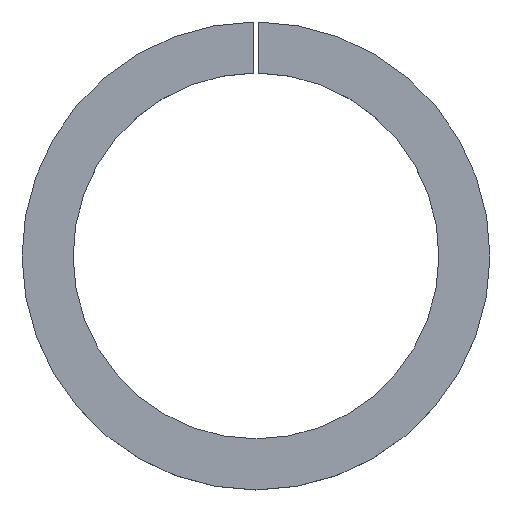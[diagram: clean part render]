
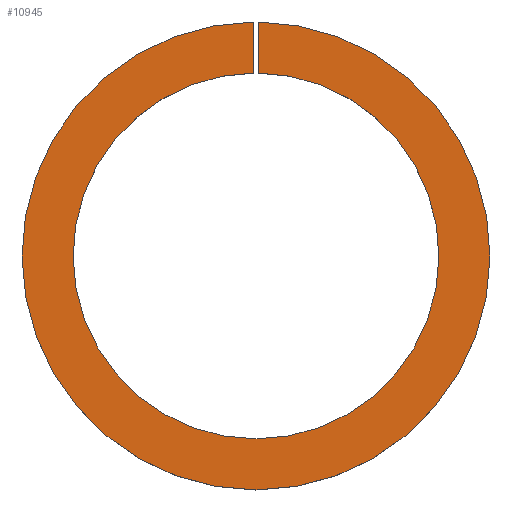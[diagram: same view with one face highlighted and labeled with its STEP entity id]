
A CAD part, top view. The second image highlights one B-rep face of the part: STEP entity #10945.
In plain terms, the highlighted planar face has unit normal (0, 0, 1).
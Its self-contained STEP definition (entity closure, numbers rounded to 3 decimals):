
#269 = DIRECTION ( 'NONE',  ( -1., 0., 0. ) ) ;
#340 = DIRECTION ( 'NONE',  ( -1., 0., 0. ) ) ;
#512 = ORIENTED_EDGE ( 'NONE', *, *, #4526, .F. ) ;
#1091 = AXIS2_PLACEMENT_3D ( 'NONE', #6458, #2965, #1207 ) ;
#1207 = DIRECTION ( 'NONE',  ( -1., 0., 0. ) ) ;
#1385 = FACE_OUTER_BOUND ( 'NONE', #8539, .T. ) ;
#1756 = CARTESIAN_POINT ( 'NONE',  ( -0.5, 0., 6. ) ) ;
#2044 = CARTESIAN_POINT ( 'NONE',  ( 0., -43., 6. ) ) ;
#2077 = DIRECTION ( 'NONE',  ( 0., 0., -1. ) ) ;
#2111 = CARTESIAN_POINT ( 'NONE',  ( 0., 0., 6. ) ) ;
#2122 = DIRECTION ( 'NONE',  ( 0., 1., 0. ) ) ;
#2285 = EDGE_CURVE ( 'NONE', #7497, #7336, #7804, .T. ) ;
#2670 = PLANE ( 'NONE',  #4370 ) ;
#2965 = DIRECTION ( 'NONE',  ( 0., 0., -1. ) ) ;
#3216 = VECTOR ( 'NONE', #8939, 1000. ) ;
#3523 = VERTEX_POINT ( 'NONE', #6741 ) ;
#4285 = LINE ( 'NONE', #4676, #5516 ) ;
#4370 = AXIS2_PLACEMENT_3D ( 'NONE', #2044, #10078, #269 ) ;
#4526 = EDGE_CURVE ( 'NONE', #3523, #7497, #4285, .T. ) ;
#4676 = CARTESIAN_POINT ( 'NONE',  ( 0.5, 0., 6. ) ) ;
#4957 = ORIENTED_EDGE ( 'NONE', *, *, #9552, .T. ) ;
#5516 = VECTOR ( 'NONE', #2122, 1000. ) ;
#6458 = CARTESIAN_POINT ( 'NONE',  ( 0., 0., 6. ) ) ;
#6524 = ORIENTED_EDGE ( 'NONE', *, *, #2285, .F. ) ;
#6566 = CARTESIAN_POINT ( 'NONE',  ( 0.5, 54.998, 6. ) ) ;
#6741 = CARTESIAN_POINT ( 'NONE',  ( 0.5, 42.997, 6. ) ) ;
#6908 = VERTEX_POINT ( 'NONE', #11170 ) ;
#7336 = VERTEX_POINT ( 'NONE', #9084 ) ;
#7497 = VERTEX_POINT ( 'NONE', #6566 ) ;
#7804 = CIRCLE ( 'NONE', #1091, 55. ) ;
#8539 = EDGE_LOOP ( 'NONE', ( #6524, #512, #4957, #10295 ) ) ;
#8939 = DIRECTION ( 'NONE',  ( 0., 1., 0. ) ) ;
#9084 = CARTESIAN_POINT ( 'NONE',  ( -0.5, 54.998, 6. ) ) ;
#9250 = CIRCLE ( 'NONE', #10579, 43. ) ;
#9552 = EDGE_CURVE ( 'NONE', #3523, #6908, #9250, .T. ) ;
#10078 = DIRECTION ( 'NONE',  ( 0., 0., -1. ) ) ;
#10295 = ORIENTED_EDGE ( 'NONE', *, *, #10374, .T. ) ;
#10374 = EDGE_CURVE ( 'NONE', #6908, #7336, #11513, .T. ) ;
#10579 = AXIS2_PLACEMENT_3D ( 'NONE', #2111, #2077, #340 ) ;
#10945 = ADVANCED_FACE ( 'NONE', ( #1385 ), #2670, .F. ) ;
#11170 = CARTESIAN_POINT ( 'NONE',  ( -0.5, 42.997, 6. ) ) ;
#11513 = LINE ( 'NONE', #1756, #3216 ) ;
